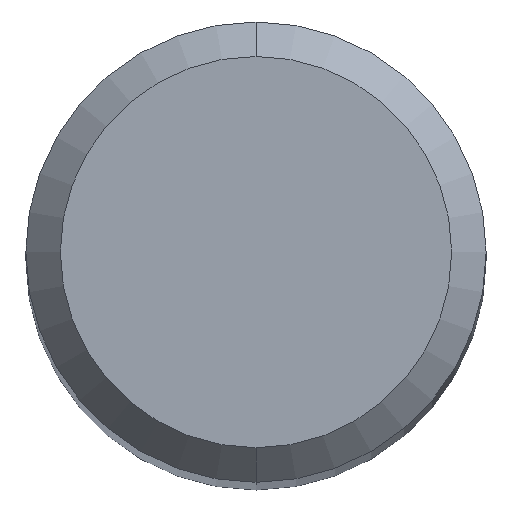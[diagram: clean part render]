
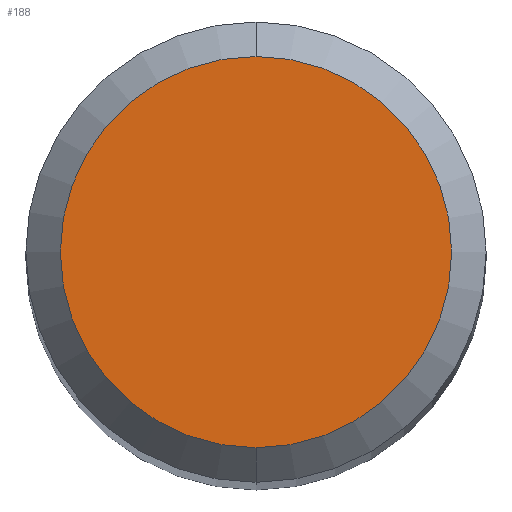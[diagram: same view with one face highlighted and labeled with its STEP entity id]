
A CAD part, top view. The second image highlights one B-rep face of the part: STEP entity #188.
In plain terms, the highlighted planar face has unit normal (0, 0, 1).
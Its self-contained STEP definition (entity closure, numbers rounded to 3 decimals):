
#106=VERTEX_POINT('',#255);
#120=VERTEX_POINT('',#269);
#130=EDGE_CURVE('',#120,#106,#281,.T.);
#188=ADVANCED_FACE('',(#349),#350,.T.);
#216=EDGE_CURVE('',#106,#120,#380,.T.);
#255=CARTESIAN_POINT('',(0.,-1.7,0.0));
#269=CARTESIAN_POINT('',(0.0,1.7,0.0));
#281=CIRCLE('',#450,1.7);
#349=FACE_OUTER_BOUND('',#529,.T.);
#350=PLANE('',#530);
#380=CIRCLE('',#572,1.7);
#450=AXIS2_PLACEMENT_3D('',#619,#620,#621);
#529=EDGE_LOOP('',(#719,#720));
#530=AXIS2_PLACEMENT_3D('',#721,#722,#723);
#572=AXIS2_PLACEMENT_3D('',#756,#757,#758);
#619=CARTESIAN_POINT('',(0.0,0.0,0.0));
#620=DIRECTION('',(0.0,0.0,-1.0));
#621=DIRECTION('',(0.0,1.0,0.0));
#719=ORIENTED_EDGE('',*,*,#130,.F.);
#720=ORIENTED_EDGE('',*,*,#216,.F.);
#721=CARTESIAN_POINT('',(0.0,0.85,0.0));
#722=DIRECTION('',(-0.0,0.0,1.0));
#723=DIRECTION('',(0.0,-1.0,0.0));
#756=CARTESIAN_POINT('',(0.0,0.0,0.0));
#757=DIRECTION('',(0.0,0.0,-1.0));
#758=DIRECTION('',(0.0,1.0,0.0));
